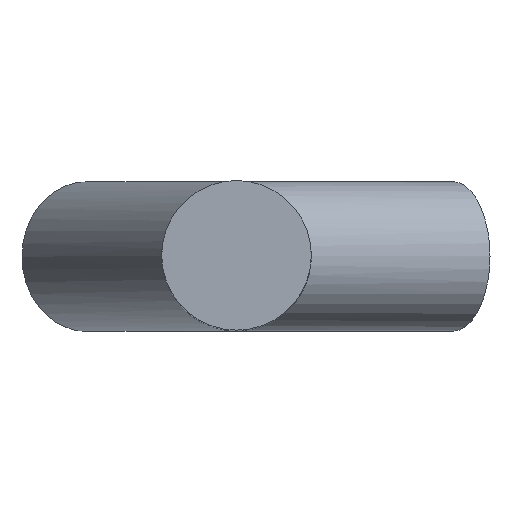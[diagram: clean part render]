
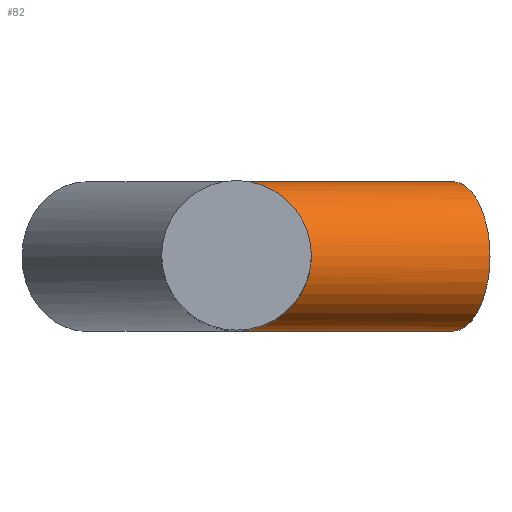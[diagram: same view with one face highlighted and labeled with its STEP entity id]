
A CAD part, top view. The second image highlights one B-rep face of the part: STEP entity #82.
In plain terms, the highlighted cylindrical face has radius 7.5 mm (diameter 15 mm), a full revolution.
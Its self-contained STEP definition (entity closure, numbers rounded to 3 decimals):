
#18=FACE_OUTER_BOUND('',#24,.T.);
#24=EDGE_LOOP('',(#59,#60,#61,#62,#63));
#30=CIRCLE('',#104,7.5);
#33=LINE('',#152,#36);
#36=VECTOR('',#121,7.5);
#39=ELLIPSE('',#103,8.66,7.5);
#40=ELLIPSE('',#105,10.607,7.5);
#43=VERTEX_POINT('',#148);
#44=VERTEX_POINT('',#149);
#45=VERTEX_POINT('',#151);
#49=EDGE_CURVE('',#43,#44,#39,.T.);
#50=EDGE_CURVE('',#43,#45,#33,.T.);
#51=EDGE_CURVE('',#45,#45,#30,.T.);
#52=EDGE_CURVE('',#44,#43,#40,.T.);
#59=ORIENTED_EDGE('',*,*,#49,.F.);
#60=ORIENTED_EDGE('',*,*,#50,.T.);
#61=ORIENTED_EDGE('',*,*,#51,.F.);
#62=ORIENTED_EDGE('',*,*,#50,.F.);
#63=ORIENTED_EDGE('',*,*,#52,.F.);
#79=CYLINDRICAL_SURFACE('',#102,7.5);
#82=ADVANCED_FACE('',(#18),#79,.T.);
#102=AXIS2_PLACEMENT_3D('',#147,#117,#118);
#103=AXIS2_PLACEMENT_3D('',#150,#119,#120);
#104=AXIS2_PLACEMENT_3D('',#153,#122,#123);
#105=AXIS2_PLACEMENT_3D('',#154,#124,#125);
#117=DIRECTION('center_axis',(-0.866,0.,0.5));
#118=DIRECTION('ref_axis',(0.,1.,0.));
#119=DIRECTION('center_axis',(-0.5,0.,0.866));
#120=DIRECTION('ref_axis',(-0.866,0.,-0.5));
#121=DIRECTION('',(0.866,0.,-0.5));
#122=DIRECTION('center_axis',(0.866,0.,-0.5));
#123=DIRECTION('ref_axis',(0.,1.,0.));
#124=DIRECTION('center_axis',(-0.966,0.,-0.259));
#125=DIRECTION('ref_axis',(0.259,0.,-0.966));
#147=CARTESIAN_POINT('Origin',(21.651,0.,-62.5));
#148=CARTESIAN_POINT('',(0.,-7.5,-50.));
#149=CARTESIAN_POINT('',(0.,7.5,-50.));
#150=CARTESIAN_POINT('Origin',(0.,0.,-50.));
#151=CARTESIAN_POINT('',(21.651,-7.5,-62.5));
#152=CARTESIAN_POINT('',(21.651,-7.5,-62.5));
#153=CARTESIAN_POINT('Origin',(21.651,0.,-62.5));
#154=CARTESIAN_POINT('Origin',(0.,0.,-50.));
